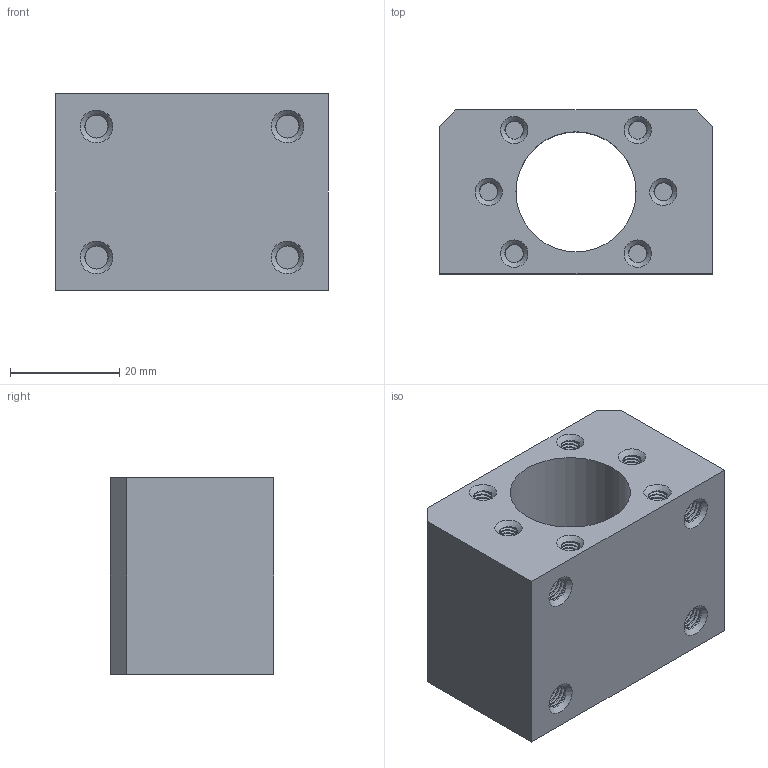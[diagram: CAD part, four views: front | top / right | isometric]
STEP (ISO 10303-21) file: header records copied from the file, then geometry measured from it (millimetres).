
FILE_DESCRIPTION(/* description */ (''),/* implementation_level */ '2;1');
FILE_NAME(/* name */ 'dsg 12 v2.step',/* time_stamp */ '2022-02-06T19:03:18+03:00',/* author */ (''),/* organization */ (''),/* preprocessor_version */ 'ST-DEVELOPER v18.1',/* originating_system */ 'Autodesk Translation Framework v10.13.0.1454',/* authorisation */ '');
FILE_SCHEMA (('AUTOMOTIVE_DESIGN { 1 0 10303 214 3 1 1 }'));
Length unit declared in the file: millimetre
Products named in the file (1): dsg 12
Bounding box: 50 x 30 x 36 mm (x, y, z)
Volume: 38531.7 mm3; surface area: 12538.8 mm2
Topology: 1 solids, 1 shells, 347 faces, 985 edges, 650 vertices
Faces by surface type: cylinder 289, plane 28, bspline 20, cone 10
Full cylindrical faces by diameter (mm): 3.332 x24, 4.109 x20, 4.11 x4, 4.234 x32, 5.12 x16, 22 x1
Entity records: 28831 total; most frequent: CARTESIAN_POINT 20998, ORIENTED_EDGE 1970, DIRECTION 1097, EDGE_CURVE 985, VERTEX_POINT 650, B_SPLINE_CURVE_WITH_KNOTS 616, AXIS2_PLACEMENT_3D 400, EDGE_LOOP 359
